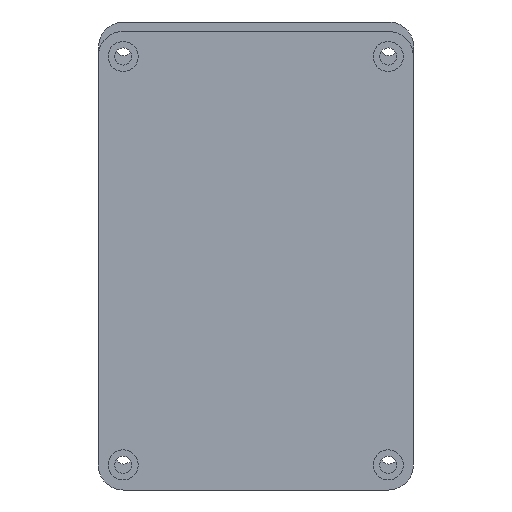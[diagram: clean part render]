
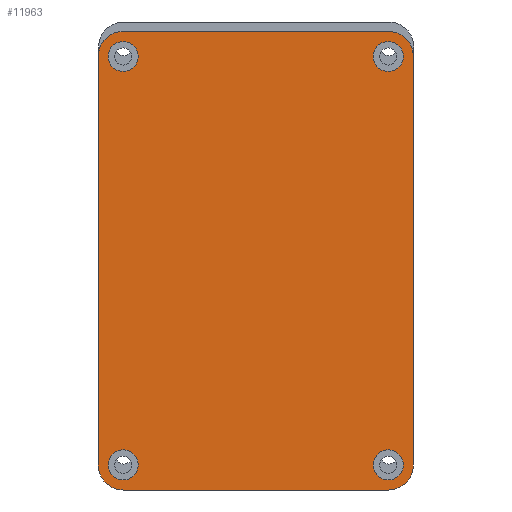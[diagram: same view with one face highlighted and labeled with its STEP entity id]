
A CAD part, front view. The second image highlights one B-rep face of the part: STEP entity #11963.
In plain terms, the highlighted planar face has unit normal (0, -1, 0).
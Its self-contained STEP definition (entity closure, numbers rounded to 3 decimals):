
#1347=FACE_BOUND('',#2324,.T.);
#1348=FACE_BOUND('',#2325,.T.);
#1349=FACE_BOUND('',#2326,.T.);
#1350=FACE_BOUND('',#2327,.T.);
#1425=PLANE('',#12691);
#1640=FACE_OUTER_BOUND('',#2323,.T.);
#2323=EDGE_LOOP('',(#8246,#8247,#8248,#8249,#8250,#8251,#8252,#8253));
#2324=EDGE_LOOP('',(#8254));
#2325=EDGE_LOOP('',(#8255));
#2326=EDGE_LOOP('',(#8256));
#2327=EDGE_LOOP('',(#8257));
#3050=LINE('',#14570,#3990);
#3064=LINE('',#14614,#4004);
#3070=LINE('',#14627,#4010);
#3072=LINE('',#14633,#4012);
#3990=VECTOR('',#12987,10.);
#4004=VECTOR('',#13023,10.);
#4010=VECTOR('',#13035,10.);
#4012=VECTOR('',#13043,10.);
#4927=CIRCLE('',#12652,5.);
#4935=CIRCLE('',#12663,5.);
#4936=CIRCLE('',#12666,5.);
#4937=CIRCLE('',#12669,5.);
#4939=CIRCLE('',#12680,3.);
#4941=CIRCLE('',#12683,3.);
#4943=CIRCLE('',#12686,3.);
#4945=CIRCLE('',#12689,3.);
#5000=VERTEX_POINT('',#14560);
#5001=VERTEX_POINT('',#14562);
#5003=VERTEX_POINT('',#14568);
#5021=VERTEX_POINT('',#14608);
#5022=VERTEX_POINT('',#14612);
#5023=VERTEX_POINT('',#14616);
#5026=VERTEX_POINT('',#14625);
#5027=VERTEX_POINT('',#14629);
#5035=VERTEX_POINT('',#14663);
#5037=VERTEX_POINT('',#14669);
#5039=VERTEX_POINT('',#14675);
#5041=VERTEX_POINT('',#14681);
#6256=EDGE_CURVE('',#5000,#5001,#4927,.T.);
#6260=EDGE_CURVE('',#5003,#5000,#3050,.T.);
#6280=EDGE_CURVE('',#5021,#5003,#4935,.T.);
#6282=EDGE_CURVE('',#5022,#5021,#3064,.T.);
#6284=EDGE_CURVE('',#5023,#5022,#4936,.T.);
#6289=EDGE_CURVE('',#5026,#5023,#3070,.T.);
#6291=EDGE_CURVE('',#5027,#5026,#4937,.T.);
#6292=EDGE_CURVE('',#5001,#5027,#3072,.T.);
#6308=EDGE_CURVE('',#5035,#5035,#4939,.T.);
#6311=EDGE_CURVE('',#5037,#5037,#4941,.T.);
#6314=EDGE_CURVE('',#5039,#5039,#4943,.T.);
#6317=EDGE_CURVE('',#5041,#5041,#4945,.T.);
#8246=ORIENTED_EDGE('',*,*,#6256,.F.);
#8247=ORIENTED_EDGE('',*,*,#6260,.F.);
#8248=ORIENTED_EDGE('',*,*,#6280,.F.);
#8249=ORIENTED_EDGE('',*,*,#6282,.F.);
#8250=ORIENTED_EDGE('',*,*,#6284,.F.);
#8251=ORIENTED_EDGE('',*,*,#6289,.F.);
#8252=ORIENTED_EDGE('',*,*,#6291,.F.);
#8253=ORIENTED_EDGE('',*,*,#6292,.F.);
#8254=ORIENTED_EDGE('',*,*,#6308,.F.);
#8255=ORIENTED_EDGE('',*,*,#6317,.F.);
#8256=ORIENTED_EDGE('',*,*,#6311,.F.);
#8257=ORIENTED_EDGE('',*,*,#6314,.F.);
#11963=ADVANCED_FACE('',(#1640,#1347,#1348,#1349,#1350),#1425,.F.);
#12652=AXIS2_PLACEMENT_3D('',#14563,#12980,#12981);
#12663=AXIS2_PLACEMENT_3D('',#14610,#13018,#13019);
#12666=AXIS2_PLACEMENT_3D('',#14618,#13027,#13028);
#12669=AXIS2_PLACEMENT_3D('',#14631,#13039,#13040);
#12680=AXIS2_PLACEMENT_3D('',#14665,#13076,#13077);
#12683=AXIS2_PLACEMENT_3D('',#14671,#13083,#13084);
#12686=AXIS2_PLACEMENT_3D('',#14677,#13090,#13091);
#12689=AXIS2_PLACEMENT_3D('',#14683,#13097,#13098);
#12691=AXIS2_PLACEMENT_3D('',#14685,#13101,#13102);
#12980=DIRECTION('center_axis',(0.,1.,0.));
#12981=DIRECTION('ref_axis',(0.707,0.,0.707));
#12987=DIRECTION('',(1.,0.,0.));
#13018=DIRECTION('center_axis',(0.,1.,0.));
#13019=DIRECTION('ref_axis',(-0.707,0.,0.707));
#13023=DIRECTION('',(0.,0.,1.));
#13027=DIRECTION('center_axis',(0.,1.,0.));
#13028=DIRECTION('ref_axis',(-0.707,0.,-0.707));
#13035=DIRECTION('',(-1.,0.,0.));
#13039=DIRECTION('center_axis',(0.,1.,0.));
#13040=DIRECTION('ref_axis',(0.707,0.,-0.707));
#13043=DIRECTION('',(0.,0.,-1.));
#13076=DIRECTION('center_axis',(0.,-1.,0.));
#13077=DIRECTION('ref_axis',(1.,0.,0.));
#13083=DIRECTION('center_axis',(0.,-1.,0.));
#13084=DIRECTION('ref_axis',(1.,0.,0.));
#13090=DIRECTION('center_axis',(0.,-1.,0.));
#13091=DIRECTION('ref_axis',(1.,0.,0.));
#13097=DIRECTION('center_axis',(0.,-1.,0.));
#13098=DIRECTION('ref_axis',(1.,0.,0.));
#13101=DIRECTION('center_axis',(0.,1.,0.));
#13102=DIRECTION('ref_axis',(1.,0.,0.));
#14560=CARTESIAN_POINT('',(48.362,0.,10.5));
#14562=CARTESIAN_POINT('',(53.362,0.,5.5));
#14563=CARTESIAN_POINT('Origin',(48.362,0.,5.5));
#14568=CARTESIAN_POINT('',(-4.5,0.,10.5));
#14570=CARTESIAN_POINT('',(-9.5,0.,10.5));
#14608=CARTESIAN_POINT('',(-9.5,0.,5.5));
#14610=CARTESIAN_POINT('Origin',(-4.5,0.,5.5));
#14612=CARTESIAN_POINT('',(-9.5,0.,-75.938));
#14614=CARTESIAN_POINT('',(-9.5,0.,-80.938));
#14616=CARTESIAN_POINT('',(-4.5,0.,-80.938));
#14618=CARTESIAN_POINT('Origin',(-4.5,0.,-75.938));
#14625=CARTESIAN_POINT('',(48.362,0.,-80.938));
#14627=CARTESIAN_POINT('',(53.362,0.,-80.938));
#14629=CARTESIAN_POINT('',(53.362,0.,-75.938));
#14631=CARTESIAN_POINT('Origin',(48.362,0.,-75.938));
#14633=CARTESIAN_POINT('',(53.362,0.,10.5));
#14663=CARTESIAN_POINT('',(45.362,0.,-75.938));
#14665=CARTESIAN_POINT('Origin',(48.362,0.,-75.938));
#14669=CARTESIAN_POINT('',(-7.5,0.,-75.938));
#14671=CARTESIAN_POINT('Origin',(-4.5,0.,-75.938));
#14675=CARTESIAN_POINT('',(-7.5,0.,5.5));
#14677=CARTESIAN_POINT('Origin',(-4.5,0.,5.5));
#14681=CARTESIAN_POINT('',(45.362,0.,5.5));
#14683=CARTESIAN_POINT('Origin',(48.362,0.,5.5));
#14685=CARTESIAN_POINT('Origin',(21.931,0.,-35.219));
